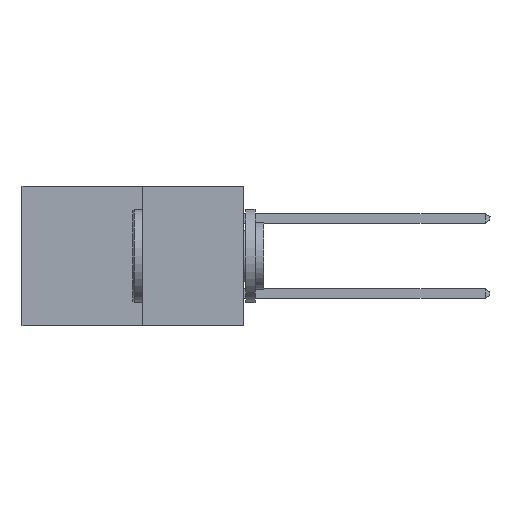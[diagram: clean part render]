
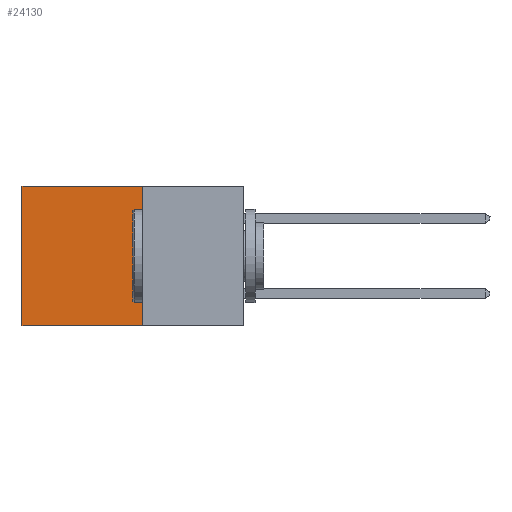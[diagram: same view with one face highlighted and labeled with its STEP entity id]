
A CAD part, left-side view. The second image highlights one B-rep face of the part: STEP entity #24130.
In plain terms, the highlighted planar face has unit normal (-1, 0, 0).
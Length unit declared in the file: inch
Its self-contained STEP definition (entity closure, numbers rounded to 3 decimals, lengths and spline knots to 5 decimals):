
#1611 = EDGE_LOOP ( 'NONE', ( #4632, #32165, #9833, #10702 ) ) ;
#3050 = CARTESIAN_POINT ( 'NONE',  ( 0.277, 0.27, 0. ) ) ;
#3279 = VECTOR ( 'NONE', #23935, 39.37008 ) ;
#4525 = CARTESIAN_POINT ( 'NONE',  ( 0.277, 0.59, 0. ) ) ;
#4548 = CARTESIAN_POINT ( 'NONE',  ( 0.277, 0.27, 0. ) ) ;
#4605 = DIRECTION ( 'NONE',  ( 0., 0., -1. ) ) ;
#4632 = ORIENTED_EDGE ( 'NONE', *, *, #5123, .T. ) ;
#5123 = EDGE_CURVE ( 'NONE', #11155, #10338, #17167, .T. ) ;
#6645 = CARTESIAN_POINT ( 'NONE',  ( 0.277, 0.59, -0.37 ) ) ;
#6745 = LINE ( 'NONE', #32119, #13056 ) ;
#7344 = DIRECTION ( 'NONE',  ( 0., 1., 0. ) ) ;
#8047 = PLANE ( 'NONE',  #19276 ) ;
#9833 = ORIENTED_EDGE ( 'NONE', *, *, #19029, .F. ) ;
#10338 = VERTEX_POINT ( 'NONE', #6645 ) ;
#10702 = ORIENTED_EDGE ( 'NONE', *, *, #28228, .T. ) ;
#10837 = DIRECTION ( 'NONE',  ( 0., 0., -1. ) ) ;
#10902 = VERTEX_POINT ( 'NONE', #3050 ) ;
#11155 = VERTEX_POINT ( 'NONE', #4525 ) ;
#13056 = VECTOR ( 'NONE', #4605, 39.37008 ) ;
#13258 = DIRECTION ( 'NONE',  ( 0., 1., 0. ) ) ;
#17167 = LINE ( 'NONE', #23062, #3279 ) ;
#17587 = VECTOR ( 'NONE', #7344, 39.37008 ) ;
#18102 = LINE ( 'NONE', #32517, #30999 ) ;
#18473 = LINE ( 'NONE', #4548, #17587 ) ;
#19029 = EDGE_CURVE ( 'NONE', #10902, #19865, #6745, .T. ) ;
#19276 = AXIS2_PLACEMENT_3D ( 'NONE', #21691, #27340, #10837 ) ;
#19320 = CARTESIAN_POINT ( 'NONE',  ( 0.277, 0.27, -0.37 ) ) ;
#19865 = VERTEX_POINT ( 'NONE', #19320 ) ;
#21691 = CARTESIAN_POINT ( 'NONE',  ( 0.277, 0.27, -0.37 ) ) ;
#23062 = CARTESIAN_POINT ( 'NONE',  ( 0.277, 0.59, -0.37 ) ) ;
#23935 = DIRECTION ( 'NONE',  ( 0., 0., -1. ) ) ;
#24130 = ADVANCED_FACE ( 'NONE', ( #26471 ), #8047, .F. ) ;
#26471 = FACE_OUTER_BOUND ( 'NONE', #1611, .T. ) ;
#27340 = DIRECTION ( 'NONE',  ( 1., 0., 0. ) ) ;
#28228 = EDGE_CURVE ( 'NONE', #10902, #11155, #18473, .T. ) ;
#30999 = VECTOR ( 'NONE', #13258, 39.37008 ) ;
#32119 = CARTESIAN_POINT ( 'NONE',  ( 0.277, 0.27, -0.37 ) ) ;
#32165 = ORIENTED_EDGE ( 'NONE', *, *, #32244, .F. ) ;
#32244 = EDGE_CURVE ( 'NONE', #19865, #10338, #18102, .T. ) ;
#32517 = CARTESIAN_POINT ( 'NONE',  ( 0.277, 0.27, -0.37 ) ) ;
